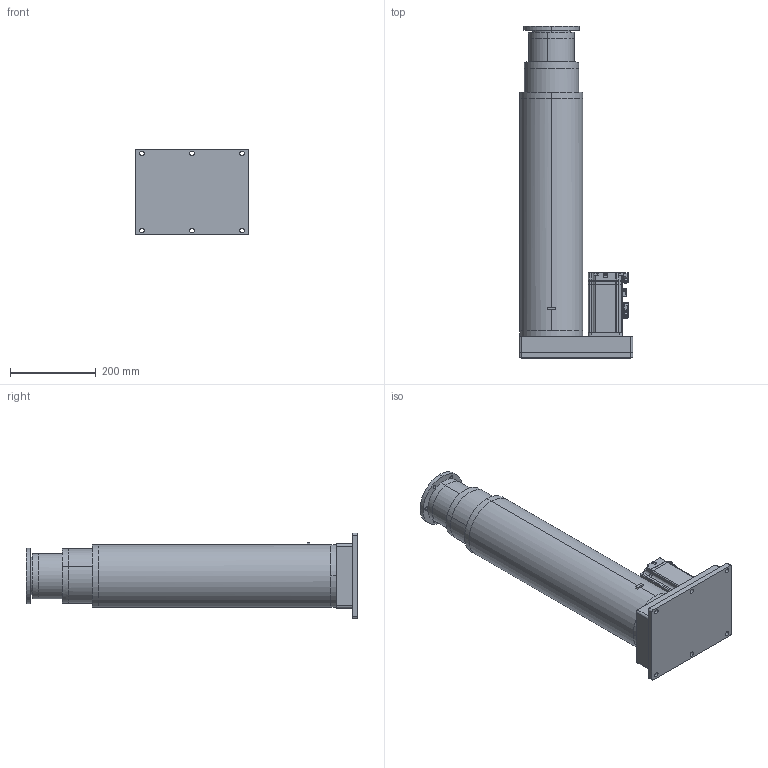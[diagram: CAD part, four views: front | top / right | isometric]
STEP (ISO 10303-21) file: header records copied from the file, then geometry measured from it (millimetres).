
FILE_DESCRIPTION (( 'STEP AP203' ), '1' );
FILE_NAME ('RLD147-15HB-0.85KN-R1200-S3-375mm-s.STEP', '2025-01-20T01:45:55', ( '微软用户' ), ( '微软中国' ), 'SwSTEP 2.0', 'SolidWorks 2022', '' );
FILE_SCHEMA (( 'CONFIG_CONTROL_DESIGN' ));
Length unit declared in the file: millimetre
Products named in the file (39): 复件 240326-SE-147多节缸轴承座^RLD147-15HB-0.85KN-R1200-S3-375mm-s; _1-SO-158220001_1_1_1.stp; _80-1-SO0001_1_1_1_1.stp; MS1H4-75B30CB-A334Z_ASM_1-37940_ASM.stp; 复件 240326-SE-147多节缸第一节缸筒^RLD147-15HB-0.85KN-R1200-S3-375mm-s; 30_1_1_1_1.stp; 750W-3000带刹车; 复件 240326-SE-147多节缸第四节缸筒^RLD147-15HB-0.85KN-R1200-S3-375mm-s; 31090537--1-SOL000_1_1_1_1.stp; 复件 240326-SE-147多节缸箱体盖板^RLD147-15HB-0.85KN-R1200-S3-375mm-s; _1-SO-417760001_1_1_1.stp; _1-SO-740050001_1_1_1.stp; _1-SO-742120001_1_1_1.stp; 复件 240326-SE-147多节缸第二节缸筒^RLD147-15HB-0.85KN-R1200-S3-375mm-s; 1-295230_1_1_1.stp; MS1H4-75B30CB-A334Z-S_ASM_1_ASM.stp; _1-SO-417070001_1_1_1.stp; 31740002--1-SOLI00_1_1_1_1.stp; 22060240_3_1_1_1.stp; _1-SO-95990001_1_1_1.stp; _1-SO-983650001_1_1_1.stp; 1-543110_1_1_1.stp; _1-SO-403340001_1_1_1.stp; 21E8-005-1073-P4_1_1_1_1.stp; 31090527--1-SOL000_1_1_1_1.stp; 21E8-005-1072-P4_1_1_1_1.stp; MS1H4-75B30CB-A334Z_1_ASM_1_ASM_ASM.stp; _1-SO-404410001_1_1_1.stp; _1-SO-93600001_1_1_1.stp; 22010113--1-SOLI00_1_1_1_1.stp; MS1H4-75B30CB-A334Z_ASM_1-37904_ASM.stp; _1-SO-573050001_1_1_1.stp; 31090651--MS1H4-750001_1_1_1.stp; 复件 240326-SE-147多节缸第三节缸筒^RLD147-15HB-0.85KN-R1200-S3-375mm-s; _1-SO-731880001_1_1_1.stp; _1-SO-421760001_1_1_1.stp; RLD147-15HB-0.85KN-R1200-S3-375mm-s; MS1H4-75B30CB-(x)334Z.stp; _1-SO-424920001_1_1_1.stp
Assembly tree (39 placements, depth 8):
  RLD147-15HB-0.85KN-R1200-S3-375mm-s
    复件 240326-SE-147多节缸箱体盖板^RLD147-15HB-0.85KN-R1200-S3-375mm-s
    复件 240326-SE-147多节缸轴承座^RLD147-15HB-0.85KN-R1200-S3-375mm-s
    复件 240326-SE-147多节缸第二节缸筒^RLD147-15HB-0.85KN-R1200-S3-375mm-s
    复件 240326-SE-147多节缸第三节缸筒^RLD147-15HB-0.85KN-R1200-S3-375mm-s
    复件 240326-SE-147多节缸第四节缸筒^RLD147-15HB-0.85KN-R1200-S3-375mm-s
    复件 240326-SE-147多节缸第一节缸筒^RLD147-15HB-0.85KN-R1200-S3-375mm-s
    750W-3000带刹车
      MS1H4-75B30CB-(x)334Z.stp
        MS1H4-75B30CB-A334Z-S_ASM_1_ASM.stp
          MS1H4-75B30CB-A334Z_ASM_1-37940_ASM.stp
            MS1H4-75B30CB-A334Z_ASM_1-37904_ASM.stp
              MS1H4-75B30CB-A334Z_1_ASM_1_ASM_ASM.stp
                _1-SO-93600001_1_1_1.stp
                _1-SO-95990001_1_1_1.stp
                _1-SO-158220001_1_1_1.stp
                31090527--1-SOL000_1_1_1_1.stp
                1-295230_1_1_1.stp
                31740002--1-SOLI00_1_1_1_1.stp
                _1-SO-403340001_1_1_1.stp
                _1-SO-404410001_1_1_1.stp
                31090537--1-SOL000_1_1_1_1.stp
                _80-1-SO0001_1_1_1_1.stp
                _1-SO-417070001_1_1_1.stp
                _1-SO-417760001_1_1_1.stp
                _1-SO-421760001_1_1_1.stp
                _1-SO-424920001_1_1_1.stp
                30_1_1_1_1.stp
                1-543110_1_1_1.stp
                _1-SO-573050001_1_1_1.stp
                31090651--MS1H4-750001_1_1_1.stp
                22010113--1-SOLI00_1_1_1_1.stp
                _1-SO-731880001_1_1_1.stp
                _1-SO-740050001_1_1_1.stp
                _1-SO-742120001_1_1_1.stp
                _1-SO-983650001_1_1_1.stp
          21E8-005-1072-P4_1_1_1_1.stp
          21E8-005-1073-P4_1_1_1_1.stp
          22060240_3_1_1_1.stp  x2
Bounding box: 265 x 775 x 200 mm (x, y, z)
Volume: 6215529.8 mm3; surface area: 2057491.2 mm2
Topology: 33 solids, 37 shells, 1938 faces, 5180 edges, 3386 vertices
Faces by surface type: plane 1136, cylinder 586, torus 102, bspline 66, cone 40, sphere 8
Entity records: 68882 total; most frequent: CARTESIAN_POINT 16253, ORIENTED_EDGE 10208, DIRECTION 10011, EDGE_CURVE 5108, AXIS2_PLACEMENT_3D 3371, VERTEX_POINT 3342, LINE 3269, VECTOR 3269
